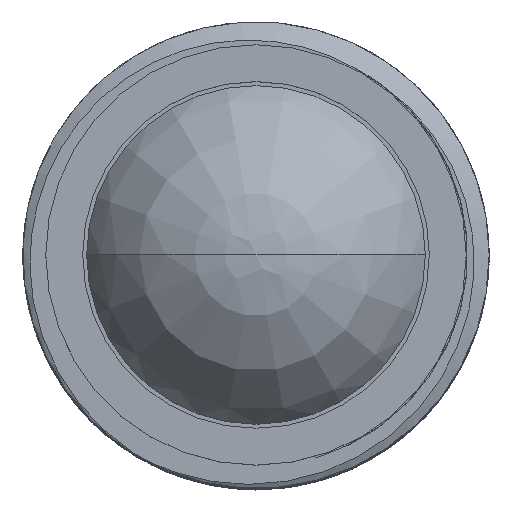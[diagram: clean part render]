
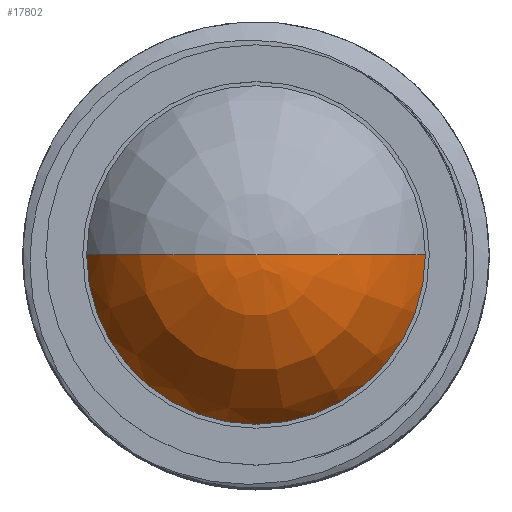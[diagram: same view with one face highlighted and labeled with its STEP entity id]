
A CAD part, top view. The second image highlights one B-rep face of the part: STEP entity #17802.
In plain terms, the highlighted face is a revolution surface.
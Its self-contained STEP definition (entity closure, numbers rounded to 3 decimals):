
#17718=CARTESIAN_POINT('',(0.,5.,0.));
#17719=CARTESIAN_POINT('',(0.189,5.,0.));
#17720=CARTESIAN_POINT('',(0.755,4.979,0.));
#17721=CARTESIAN_POINT('',(1.914,4.802,0.));
#17722=CARTESIAN_POINT('',(3.15,4.355,0.));
#17723=CARTESIAN_POINT('',(4.258,3.704,0.));
#17724=CARTESIAN_POINT('',(5.122,3.022,0.));
#17725=CARTESIAN_POINT('',(5.89,2.2,0.));
#17726=CARTESIAN_POINT('',(6.401,1.452,0.));
#17727=CARTESIAN_POINT('',(6.637,1.024,0.));
#17728=CARTESIAN_POINT('',(6.7,0.902,0.));
#17730=CARTESIAN_POINT('',(0.,5.,0.));
#17731=CARTESIAN_POINT('',(-0.189,5.,0.));
#17732=CARTESIAN_POINT('',(-0.755,4.979,0.));
#17733=CARTESIAN_POINT('',(-1.914,4.802,0.));
#17734=CARTESIAN_POINT('',(-3.15,4.355,0.));
#17735=CARTESIAN_POINT('',(-4.258,3.704,0.));
#17736=CARTESIAN_POINT('',(-5.122,3.022,0.));
#17737=CARTESIAN_POINT('',(-5.89,2.2,0.));
#17738=CARTESIAN_POINT('',(-6.401,1.452,0.));
#17739=CARTESIAN_POINT('',(-6.637,1.024,0.));
#17740=CARTESIAN_POINT('',(-6.7,0.902,0.));
#17755=CARTESIAN_POINT('',(0.,0.902,0.));
#17756=DIRECTION('',(0.,1.,0.));
#17757=DIRECTION('',(1.,0.,0.));
#17758=AXIS2_PLACEMENT_3D('',#17755,#17756,#17757);
#17770=VERTEX_POINT('',#17718);
#17771=VERTEX_POINT('',#17728);
#17774=VERTEX_POINT('',#17740);
#17777=CARTESIAN_POINT('',(0.,5.,0.));
#17778=CARTESIAN_POINT('',(0.189,5.,0.));
#17779=CARTESIAN_POINT('',(0.755,4.979,0.));
#17780=CARTESIAN_POINT('',(1.914,4.802,0.));
#17781=CARTESIAN_POINT('',(3.15,4.355,0.));
#17782=CARTESIAN_POINT('',(4.258,3.704,0.));
#17783=CARTESIAN_POINT('',(5.122,3.022,0.));
#17784=CARTESIAN_POINT('',(5.89,2.2,0.));
#17785=CARTESIAN_POINT('',(6.401,1.452,0.));
#17786=CARTESIAN_POINT('',(6.65,1.,0.));
#17787=CARTESIAN_POINT('',(6.725,0.853,0.));
#17788=CARTESIAN_POINT('',(6.737,0.828,0.));
#17790=CARTESIAN_POINT('',(0.,-0.25,0.));
#17791=DIRECTION('',(0.,1.,0.));
#17792=AXIS1_PLACEMENT('',#17790,#17791);
#17793=SURFACE_OF_REVOLUTION('',#17789,#17792);
#17795=ORIENTED_EDGE('',*,*,#17794,.F.);
#17797=ORIENTED_EDGE('',*,*,#17796,.T.);
#17799=ORIENTED_EDGE('',*,*,#17798,.F.);
#17800=EDGE_LOOP('',(#17795,#17797,#17799));
#17801=FACE_OUTER_BOUND('',#17800,.F.);
#17802=ADVANCED_FACE('',(#17801),#17793,.F.);
#17729=B_SPLINE_CURVE_WITH_KNOTS('',3,(#17718,#17719,#17720,#17721,#17722,
#17723,#17724,#17725,#17726,#17727,#17728),.UNSPECIFIED.,.F.,.F.,(4,1,1,1,1,1,1,
1,4),(0.,0.069,0.206,0.424,
0.542,0.672,0.822,0.95,1.),
.UNSPECIFIED.);
#17741=B_SPLINE_CURVE_WITH_KNOTS('',3,(#17730,#17731,#17732,#17733,#17734,
#17735,#17736,#17737,#17738,#17739,#17740),.UNSPECIFIED.,.F.,.F.,(4,1,1,1,1,1,1,
1,4),(0.,0.069,0.206,0.424,
0.542,0.672,0.822,0.95,1.),
.UNSPECIFIED.);
#17759=CIRCLE('',#17758,6.7);
#17789=B_SPLINE_CURVE_WITH_KNOTS('',3,(#17777,#17778,#17779,#17780,#17781,
#17782,#17783,#17784,#17785,#17786,#17787,#17788),.UNSPECIFIED.,.F.,.F.,(4,1,1,
1,1,1,1,1,1,4),(0.,0.068,0.204,0.419,
0.537,0.666,0.814,0.94,
0.99,1.),.UNSPECIFIED.);
#17794=EDGE_CURVE('',#17770,#17771,#17729,.T.);
#17796=EDGE_CURVE('',#17770,#17774,#17741,.T.);
#17798=EDGE_CURVE('',#17771,#17774,#17759,.T.);
